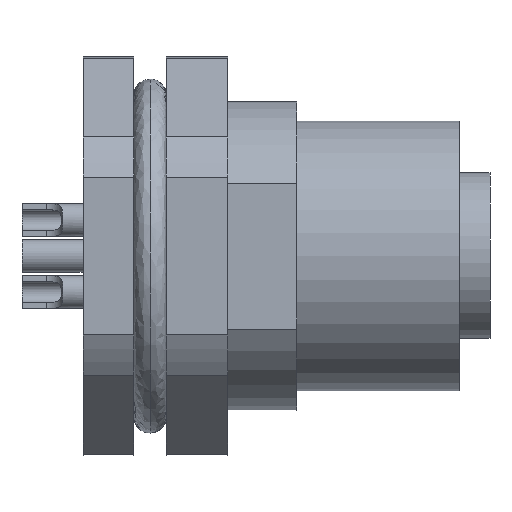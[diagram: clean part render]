
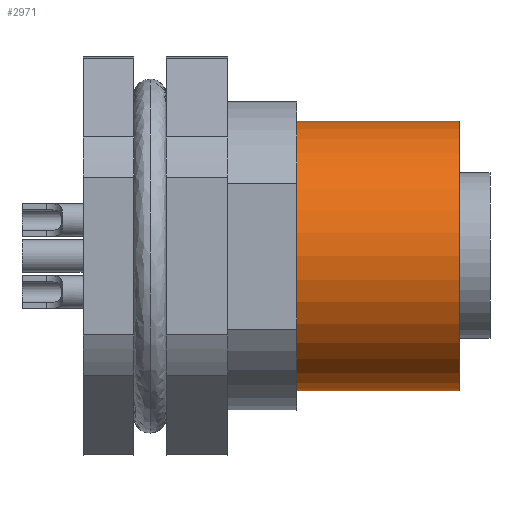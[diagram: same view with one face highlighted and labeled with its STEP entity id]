
A CAD part, front view. The second image highlights one B-rep face of the part: STEP entity #2971.
In plain terms, the highlighted cylindrical face has radius 6.63 mm (diameter 13.26 mm), a partial arc.
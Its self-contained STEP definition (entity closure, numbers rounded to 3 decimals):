
#266 = FACE_OUTER_BOUND ( 'NONE', #2199, .T. ) ;
#374 = DIRECTION ( 'NONE',  ( -1., 0., 0. ) ) ;
#395 = CARTESIAN_POINT ( 'NONE',  ( 0., 0., 6.63 ) ) ;
#397 = LINE ( 'NONE', #395, #1494 ) ;
#444 = VERTEX_POINT ( 'NONE', #518 ) ;
#458 = VERTEX_POINT ( 'NONE', #494 ) ;
#494 = CARTESIAN_POINT ( 'NONE',  ( 18.5, 0., 6.63 ) ) ;
#518 = CARTESIAN_POINT ( 'NONE',  ( 10.5, 0., -6.63 ) ) ;
#819 = CARTESIAN_POINT ( 'NONE',  ( 18.5, 0., -6.63 ) ) ;
#931 = CYLINDRICAL_SURFACE ( 'NONE', #1780, 6.63 ) ;
#1001 = DIRECTION ( 'NONE',  ( 0., 0., 1. ) ) ;
#1230 = CARTESIAN_POINT ( 'NONE',  ( 0., 0., 0. ) ) ;
#1237 = DIRECTION ( 'NONE',  ( -1., 0., 0. ) ) ;
#1261 = VERTEX_POINT ( 'NONE', #819 ) ;
#1338 = AXIS2_PLACEMENT_3D ( 'NONE', #1606, #1602, #1599 ) ;
#1369 = ORIENTED_EDGE ( 'NONE', *, *, #3087, .T. ) ;
#1376 = ORIENTED_EDGE ( 'NONE', *, *, #1869, .F. ) ;
#1494 = VECTOR ( 'NONE', #374, 1000. ) ;
#1599 = DIRECTION ( 'NONE',  ( 0., 0., 1. ) ) ;
#1602 = DIRECTION ( 'NONE',  ( -1., 0., 0. ) ) ;
#1606 = CARTESIAN_POINT ( 'NONE',  ( 10.5, 0., 0. ) ) ;
#1725 = AXIS2_PLACEMENT_3D ( 'NONE', #3515, #3512, #3511 ) ;
#1780 = AXIS2_PLACEMENT_3D ( 'NONE', #1230, #1237, #1001 ) ;
#1840 = CARTESIAN_POINT ( 'NONE',  ( 10.5, 0., 6.63 ) ) ;
#1869 = EDGE_CURVE ( 'NONE', #1261, #444, #3372, .T. ) ;
#2199 = EDGE_LOOP ( 'NONE', ( #1376, #1369, #3797, #3479 ) ) ;
#2642 = DIRECTION ( 'NONE',  ( -1., 0., 0. ) ) ;
#2830 = CARTESIAN_POINT ( 'NONE',  ( 0., 0., -6.63 ) ) ;
#2971 = ADVANCED_FACE ( 'NONE', ( #266 ), #931, .T. ) ;
#3087 = EDGE_CURVE ( 'NONE', #1261, #458, #3820, .T. ) ;
#3288 = VERTEX_POINT ( 'NONE', #1840 ) ;
#3339 = EDGE_CURVE ( 'NONE', #444, #3288, #3381, .T. ) ;
#3372 = LINE ( 'NONE', #2830, #3554 ) ;
#3381 = CIRCLE ( 'NONE', #1338, 6.63 ) ;
#3479 = ORIENTED_EDGE ( 'NONE', *, *, #3339, .F. ) ;
#3511 = DIRECTION ( 'NONE',  ( 0., 0., 1. ) ) ;
#3512 = DIRECTION ( 'NONE',  ( -1., 0., 0. ) ) ;
#3515 = CARTESIAN_POINT ( 'NONE',  ( 18.5, 0., 0. ) ) ;
#3554 = VECTOR ( 'NONE', #2642, 1000. ) ;
#3797 = ORIENTED_EDGE ( 'NONE', *, *, #3843, .T. ) ;
#3820 = CIRCLE ( 'NONE', #1725, 6.63 ) ;
#3843 = EDGE_CURVE ( 'NONE', #458, #3288, #397, .T. ) ;
